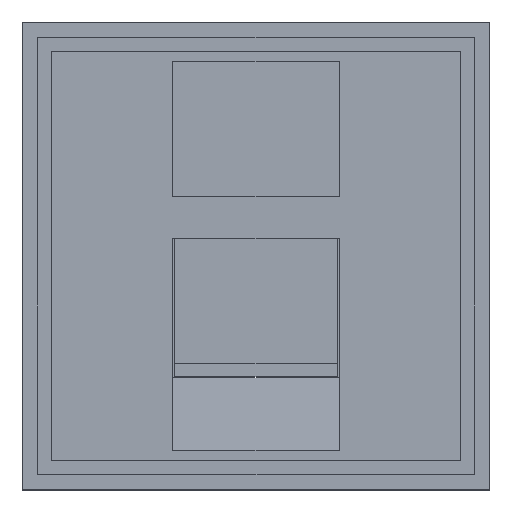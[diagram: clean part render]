
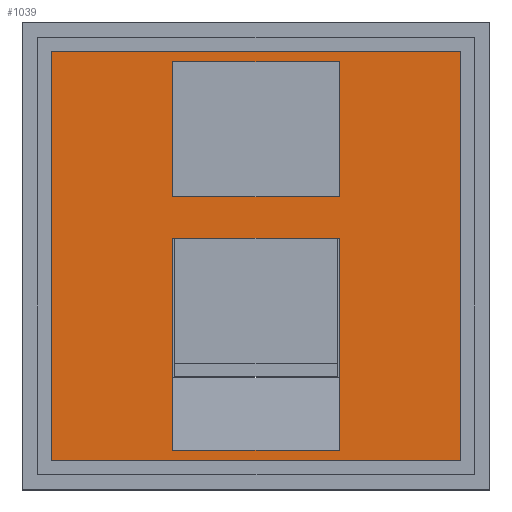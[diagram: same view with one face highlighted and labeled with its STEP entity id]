
A CAD part, top view. The second image highlights one B-rep face of the part: STEP entity #1039.
In plain terms, the highlighted planar face has unit normal (0, 0, 1).
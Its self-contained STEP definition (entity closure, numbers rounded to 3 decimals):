
#16 = LINE ( 'NONE', #968, #2181 ) ;
#23 = DIRECTION ( 'NONE',  ( 1., 0., 0. ) ) ;
#38 = CARTESIAN_POINT ( 'NONE',  ( -19.7, -19.7, 8.3 ) ) ;
#108 = EDGE_CURVE ( 'NONE', #2418, #3364, #154, .T. ) ;
#154 = LINE ( 'NONE', #2000, #2313 ) ;
#171 = EDGE_CURVE ( 'NONE', #2654, #2478, #3559, .T. ) ;
#181 = CARTESIAN_POINT ( 'NONE',  ( 8., -18.7, 8.3 ) ) ;
#211 = ORIENTED_EDGE ( 'NONE', *, *, #1531, .T. ) ;
#213 = EDGE_CURVE ( 'NONE', #1197, #2699, #1214, .T. ) ;
#229 = CARTESIAN_POINT ( 'NONE',  ( -8., -18.7, 8.3 ) ) ;
#240 = EDGE_CURVE ( 'NONE', #3441, #1459, #1798, .T. ) ;
#305 = EDGE_CURVE ( 'NONE', #2418, #2386, #942, .T. ) ;
#354 = CARTESIAN_POINT ( 'NONE',  ( -19.7, 19.7, 8.3 ) ) ;
#355 = DIRECTION ( 'NONE',  ( -1., 0., 0. ) ) ;
#368 = EDGE_CURVE ( 'NONE', #2699, #1381, #694, .T. ) ;
#438 = DIRECTION ( 'NONE',  ( 0., 0., -1. ) ) ;
#444 = EDGE_CURVE ( 'NONE', #2478, #3441, #982, .T. ) ;
#455 = EDGE_LOOP ( 'NONE', ( #1301, #2615, #2540, #2522 ) ) ;
#487 = EDGE_CURVE ( 'NONE', #2803, #1197, #2982, .T. ) ;
#502 = CARTESIAN_POINT ( 'NONE',  ( 19.7, -19.7, 8.3 ) ) ;
#517 = CARTESIAN_POINT ( 'NONE',  ( -19.7, -19.7, 8.3 ) ) ;
#523 = EDGE_CURVE ( 'NONE', #3364, #2649, #2802, .T. ) ;
#617 = ORIENTED_EDGE ( 'NONE', *, *, #444, .T. ) ;
#694 = LINE ( 'NONE', #1461, #1998 ) ;
#725 = VECTOR ( 'NONE', #355, 1000. ) ;
#851 = DIRECTION ( 'NONE',  ( 0., 1., 0. ) ) ;
#942 = LINE ( 'NONE', #1283, #1535 ) ;
#968 = CARTESIAN_POINT ( 'NONE',  ( -8., 5.7, 8.3 ) ) ;
#982 = LINE ( 'NONE', #1138, #3153 ) ;
#1013 = DIRECTION ( 'NONE',  ( 0., -1., 0. ) ) ;
#1025 = DIRECTION ( 'NONE',  ( -1., 0., 0. ) ) ;
#1039 = ADVANCED_FACE ( 'NONE', ( #2758, #1257, #3591 ), #1272, .F. ) ;
#1106 = VECTOR ( 'NONE', #1025, 1000. ) ;
#1138 = CARTESIAN_POINT ( 'NONE',  ( 19.7, -19.7, 8.3 ) ) ;
#1175 = CARTESIAN_POINT ( 'NONE',  ( -19.7, -19.7, 8.3 ) ) ;
#1197 = VERTEX_POINT ( 'NONE', #2785 ) ;
#1214 = LINE ( 'NONE', #3597, #1106 ) ;
#1257 = FACE_OUTER_BOUND ( 'NONE', #2106, .T. ) ;
#1265 = DIRECTION ( 'NONE',  ( 1., 0., 0. ) ) ;
#1272 = PLANE ( 'NONE',  #1972 ) ;
#1283 = CARTESIAN_POINT ( 'NONE',  ( 8., -11.7, 8.3 ) ) ;
#1295 = ORIENTED_EDGE ( 'NONE', *, *, #305, .T. ) ;
#1301 = ORIENTED_EDGE ( 'NONE', *, *, #368, .F. ) ;
#1321 = LINE ( 'NONE', #1175, #3369 ) ;
#1381 = VERTEX_POINT ( 'NONE', #2010 ) ;
#1449 = DIRECTION ( 'NONE',  ( 0., -1., 0. ) ) ;
#1459 = VERTEX_POINT ( 'NONE', #354 ) ;
#1461 = CARTESIAN_POINT ( 'NONE',  ( -8., 5.7, 8.3 ) ) ;
#1487 = VECTOR ( 'NONE', #851, 1000. ) ;
#1531 = EDGE_CURVE ( 'NONE', #2386, #2649, #1564, .T. ) ;
#1535 = VECTOR ( 'NONE', #1013, 1000. ) ;
#1564 = LINE ( 'NONE', #3448, #725 ) ;
#1632 = ORIENTED_EDGE ( 'NONE', *, *, #108, .F. ) ;
#1636 = EDGE_LOOP ( 'NONE', ( #2609, #1632, #1295, #211 ) ) ;
#1798 = LINE ( 'NONE', #2961, #3204 ) ;
#1844 = CARTESIAN_POINT ( 'NONE',  ( 0., 0., 8.3 ) ) ;
#1859 = CARTESIAN_POINT ( 'NONE',  ( 19.7, 19.7, 8.3 ) ) ;
#1902 = ORIENTED_EDGE ( 'NONE', *, *, #171, .T. ) ;
#1972 = AXIS2_PLACEMENT_3D ( 'NONE', #1844, #438, #2398 ) ;
#1998 = VECTOR ( 'NONE', #1449, 1000. ) ;
#2000 = CARTESIAN_POINT ( 'NONE',  ( -8., 1.7, 8.3 ) ) ;
#2010 = CARTESIAN_POINT ( 'NONE',  ( -8., 5.7, 8.3 ) ) ;
#2041 = DIRECTION ( 'NONE',  ( -1., 0., 0. ) ) ;
#2047 = VECTOR ( 'NONE', #2533, 1000. ) ;
#2052 = VECTOR ( 'NONE', #23, 1000. ) ;
#2106 = EDGE_LOOP ( 'NONE', ( #1902, #617, #2673, #3621 ) ) ;
#2181 = VECTOR ( 'NONE', #1265, 1000. ) ;
#2259 = CARTESIAN_POINT ( 'NONE',  ( 8., 5.7, 8.3 ) ) ;
#2313 = VECTOR ( 'NONE', #2041, 1000. ) ;
#2386 = VERTEX_POINT ( 'NONE', #181 ) ;
#2398 = DIRECTION ( 'NONE',  ( -1., 0., 0. ) ) ;
#2418 = VERTEX_POINT ( 'NONE', #2434 ) ;
#2434 = CARTESIAN_POINT ( 'NONE',  ( 8., 1.7, 8.3 ) ) ;
#2478 = VERTEX_POINT ( 'NONE', #502 ) ;
#2511 = DIRECTION ( 'NONE',  ( 0., 1., 0. ) ) ;
#2522 = ORIENTED_EDGE ( 'NONE', *, *, #3346, .F. ) ;
#2533 = DIRECTION ( 'NONE',  ( 0., -1., 0. ) ) ;
#2540 = ORIENTED_EDGE ( 'NONE', *, *, #487, .F. ) ;
#2583 = DIRECTION ( 'NONE',  ( 0., -1., 0. ) ) ;
#2609 = ORIENTED_EDGE ( 'NONE', *, *, #523, .F. ) ;
#2615 = ORIENTED_EDGE ( 'NONE', *, *, #213, .F. ) ;
#2649 = VERTEX_POINT ( 'NONE', #229 ) ;
#2654 = VERTEX_POINT ( 'NONE', #517 ) ;
#2673 = ORIENTED_EDGE ( 'NONE', *, *, #240, .T. ) ;
#2699 = VERTEX_POINT ( 'NONE', #3086 ) ;
#2758 = FACE_BOUND ( 'NONE', #455, .T. ) ;
#2785 = CARTESIAN_POINT ( 'NONE',  ( 8., 18.7, 8.3 ) ) ;
#2802 = LINE ( 'NONE', #3378, #2047 ) ;
#2803 = VERTEX_POINT ( 'NONE', #2259 ) ;
#2961 = CARTESIAN_POINT ( 'NONE',  ( -19.7, 19.7, 8.3 ) ) ;
#2982 = LINE ( 'NONE', #3631, #1487 ) ;
#3086 = CARTESIAN_POINT ( 'NONE',  ( -8., 18.7, 8.3 ) ) ;
#3153 = VECTOR ( 'NONE', #2511, 1000. ) ;
#3174 = EDGE_CURVE ( 'NONE', #1459, #2654, #1321, .T. ) ;
#3204 = VECTOR ( 'NONE', #3541, 1000. ) ;
#3346 = EDGE_CURVE ( 'NONE', #1381, #2803, #16, .T. ) ;
#3364 = VERTEX_POINT ( 'NONE', #3523 ) ;
#3369 = VECTOR ( 'NONE', #2583, 1000. ) ;
#3378 = CARTESIAN_POINT ( 'NONE',  ( -8., -11.7, 8.3 ) ) ;
#3441 = VERTEX_POINT ( 'NONE', #1859 ) ;
#3448 = CARTESIAN_POINT ( 'NONE',  ( 8., -18.7, 8.3 ) ) ;
#3523 = CARTESIAN_POINT ( 'NONE',  ( -8., 1.7, 8.3 ) ) ;
#3541 = DIRECTION ( 'NONE',  ( -1., 0., 0. ) ) ;
#3559 = LINE ( 'NONE', #38, #2052 ) ;
#3591 = FACE_BOUND ( 'NONE', #1636, .T. ) ;
#3597 = CARTESIAN_POINT ( 'NONE',  ( -8., 18.7, 8.3 ) ) ;
#3621 = ORIENTED_EDGE ( 'NONE', *, *, #3174, .T. ) ;
#3631 = CARTESIAN_POINT ( 'NONE',  ( 8., 5.7, 8.3 ) ) ;
